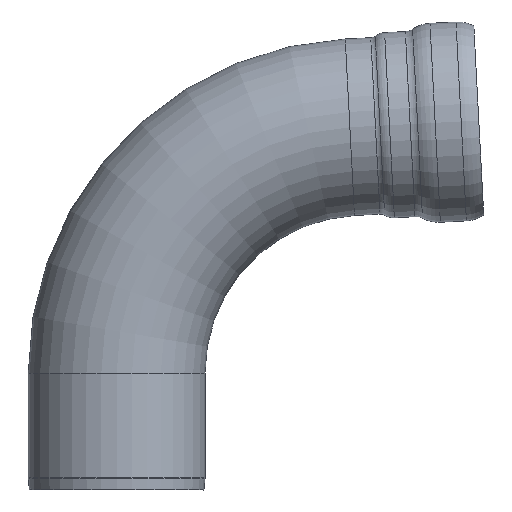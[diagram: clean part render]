
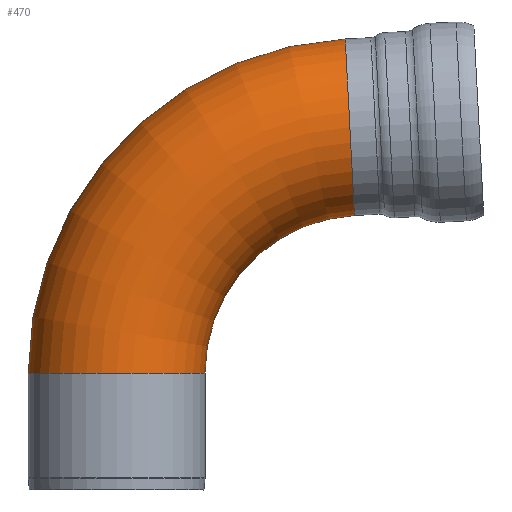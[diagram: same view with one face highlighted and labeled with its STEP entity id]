
A CAD part, front view. The second image highlights one B-rep face of the part: STEP entity #470.
In plain terms, the highlighted toroidal (fillet/blend) face has major radius 3050 mm and minor radius 1095.5 mm.
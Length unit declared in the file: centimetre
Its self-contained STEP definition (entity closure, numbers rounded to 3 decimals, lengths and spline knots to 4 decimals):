
#61=TOROIDAL_SURFACE('',#509,305.,109.55);
#80=FACE_OUTER_BOUND('',#111,.T.);
#111=EDGE_LOOP('',(#326,#327,#328,#329));
#142=CIRCLE('',#504,109.55);
#146=CIRCLE('',#510,195.45);
#147=CIRCLE('',#511,109.55);
#202=VERTEX_POINT('',#795);
#205=VERTEX_POINT('',#804);
#248=EDGE_CURVE('',#202,#202,#142,.T.);
#252=EDGE_CURVE('',#202,#205,#146,.T.);
#253=EDGE_CURVE('',#205,#205,#147,.T.);
#326=ORIENTED_EDGE('',*,*,#248,.T.);
#327=ORIENTED_EDGE('',*,*,#252,.T.);
#328=ORIENTED_EDGE('',*,*,#253,.T.);
#329=ORIENTED_EDGE('',*,*,#252,.F.);
#470=ADVANCED_FACE('',(#80),#61,.T.);
#504=AXIS2_PLACEMENT_3D('',#796,#600,#601);
#509=AXIS2_PLACEMENT_3D('',#803,#610,#611);
#510=AXIS2_PLACEMENT_3D('',#805,#612,#613);
#511=AXIS2_PLACEMENT_3D('',#806,#614,#615);
#600=DIRECTION('center_axis',(-0.999,0.,
-0.052));
#601=DIRECTION('ref_axis',(-0.052,0.,0.999));
#610=DIRECTION('center_axis',(0.,1.,0.));
#611=DIRECTION('ref_axis',(-1.,0.,0.));
#612=DIRECTION('center_axis',(0.,-1.,0.));
#613=DIRECTION('ref_axis',(-1.,0.,0.));
#614=DIRECTION('center_axis',(0.,0.,
1.));
#615=DIRECTION('ref_axis',(1.,0.,0.));
#795=CARTESIAN_POINT('',(1523.0951,-384.0055,249.0252));
#796=CARTESIAN_POINT('Origin',(1517.3617,-384.0055,358.425));
#803=CARTESIAN_POINT('Origin',(1533.3241,-384.0055,53.843));
#804=CARTESIAN_POINT('',(1337.8741,-384.0055,53.843));
#805=CARTESIAN_POINT('Origin',(1533.3241,-384.0055,53.843));
#806=CARTESIAN_POINT('Origin',(1228.3241,-384.0055,53.843));
